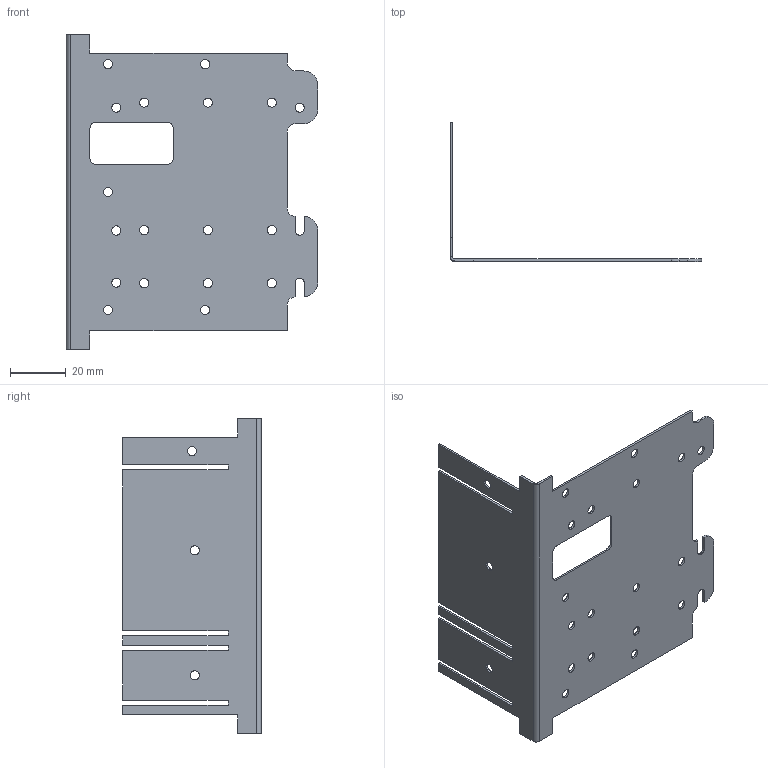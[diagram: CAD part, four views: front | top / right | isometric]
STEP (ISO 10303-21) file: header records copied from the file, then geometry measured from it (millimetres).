
FILE_DESCRIPTION(/* description */ (''),/* implementation_level */ '2;1');
FILE_NAME(/* name */ 'X-Y- Corner (x1).step',/* time_stamp */ '2022-01-11T16:24:20-08:00',/* author */ (''),/* organization */ (''),/* preprocessor_version */ 'ST-DEVELOPER v18.1',/* originating_system */ 'Autodesk Translation Framework v10.10.0.1391',/* authorisation */ '');
FILE_SCHEMA (('AUTOMOTIVE_DESIGN { 1 0 10303 214 3 1 1 }'));
Length unit declared in the file: millimetre
Products named in the file (1): X-Y- Corner (x1)
Bounding box: 90.5 x 50 x 113.5 mm (x, y, z)
Volume: 10241.3 mm3; surface area: 26131.6 mm2
Topology: 1 solids, 1 shells, 87 faces, 247 edges, 162 vertices
Faces by surface type: plane 50, cylinder 37
Full cylindrical faces by diameter (mm): 3.3 x21
Entity records: 2959 total; most frequent: DIRECTION 497, CARTESIAN_POINT 497, ORIENTED_EDGE 494, EDGE_CURVE 247, LINE 173, VECTOR 173, VERTEX_POINT 162, AXIS2_PLACEMENT_3D 162
